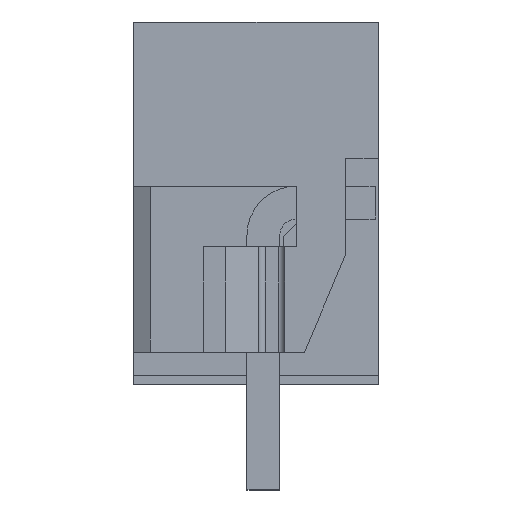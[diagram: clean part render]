
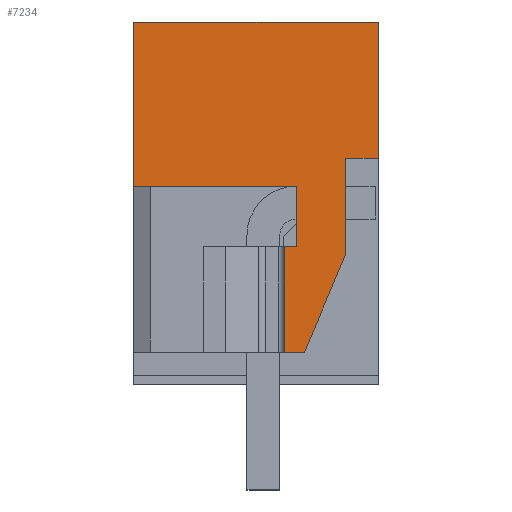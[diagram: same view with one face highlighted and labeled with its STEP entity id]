
A CAD part, left-side view. The second image highlights one B-rep face of the part: STEP entity #7234.
In plain terms, the highlighted planar face has unit normal (-1, 0, 0).
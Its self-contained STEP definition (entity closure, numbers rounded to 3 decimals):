
#7167=AXIS2_PLACEMENT_3D('Plane Axis2P3D',#7164,#7165,#7166) ;
#296=CARTESIAN_POINT('Vertex',(0.,7.45,9.25)) ;
#299=CARTESIAN_POINT('Line Origine',(0.,7.45,11.75)) ;
#303=CARTESIAN_POINT('Vertex',(0.,7.45,14.25)) ;
#7011=CARTESIAN_POINT('Vertex',(0.,2.25,4.2)) ;
#7014=CARTESIAN_POINT('Line Origine',(0.,2.55,4.2)) ;
#7018=CARTESIAN_POINT('Vertex',(0.,2.85,4.2)) ;
#7119=CARTESIAN_POINT('Line Origine',(0.,4.975,9.25)) ;
#7123=CARTESIAN_POINT('Vertex',(0.,2.5,9.25)) ;
#7164=CARTESIAN_POINT('Axis2P3D Location',(0.,7.45,1.8)) ;
#7169=CARTESIAN_POINT('Line Origine',(0.,2.85,5.8)) ;
#7173=CARTESIAN_POINT('Vertex',(0.,2.85,7.4)) ;
#7176=CARTESIAN_POINT('Line Origine',(0.,1.623,5.679)) ;
#7180=CARTESIAN_POINT('Vertex',(0.,0.997,7.158)) ;
#7183=CARTESIAN_POINT('Line Origine',(0.,0.997,8.629)) ;
#7187=CARTESIAN_POINT('Vertex',(0.,0.997,10.1)) ;
#7190=CARTESIAN_POINT('Line Origine',(0.,0.498,10.1)) ;
#7194=CARTESIAN_POINT('Vertex',(0.,0.,10.1)) ;
#7197=CARTESIAN_POINT('Line Origine',(0.,0.,12.175)) ;
#7201=CARTESIAN_POINT('Vertex',(0.,0.,14.25)) ;
#7204=CARTESIAN_POINT('Line Origine',(0.,3.725,14.25)) ;
#7209=CARTESIAN_POINT('Line Origine',(0.,2.5,8.325)) ;
#7213=CARTESIAN_POINT('Vertex',(0.,2.5,7.4)) ;
#7216=CARTESIAN_POINT('Line Origine',(0.,2.675,7.4)) ;
#300=DIRECTION('Vector Direction',(0.,0.,-1.)) ;
#7015=DIRECTION('Vector Direction',(0.,-1.,0.)) ;
#7120=DIRECTION('Vector Direction',(0.,1.,0.)) ;
#7165=DIRECTION('Axis2P3D Direction',(1.,0.,-0.)) ;
#7166=DIRECTION('Axis2P3D XDirection',(0.,0.,1.)) ;
#7170=DIRECTION('Vector Direction',(0.,0.,1.)) ;
#7177=DIRECTION('Vector Direction',(0.,0.39,-0.921)) ;
#7184=DIRECTION('Vector Direction',(0.,0.,1.)) ;
#7191=DIRECTION('Vector Direction',(0.,-1.,0.)) ;
#7198=DIRECTION('Vector Direction',(0.,0.,1.)) ;
#7205=DIRECTION('Vector Direction',(0.,1.,0.)) ;
#7210=DIRECTION('Vector Direction',(0.,0.,-1.)) ;
#7217=DIRECTION('Vector Direction',(0.,1.,0.)) ;
#301=VECTOR('Line Direction',#300,1.) ;
#7016=VECTOR('Line Direction',#7015,1.) ;
#7121=VECTOR('Line Direction',#7120,1.) ;
#7171=VECTOR('Line Direction',#7170,1.) ;
#7178=VECTOR('Line Direction',#7177,1.) ;
#7185=VECTOR('Line Direction',#7184,1.) ;
#7192=VECTOR('Line Direction',#7191,1.) ;
#7199=VECTOR('Line Direction',#7198,1.) ;
#7206=VECTOR('Line Direction',#7205,1.) ;
#7211=VECTOR('Line Direction',#7210,1.) ;
#7218=VECTOR('Line Direction',#7217,1.) ;
#7222=ORIENTED_EDGE('',*,*,#7175,.F.) ;
#7223=ORIENTED_EDGE('',*,*,#7020,.F.) ;
#7224=ORIENTED_EDGE('',*,*,#7182,.F.) ;
#7225=ORIENTED_EDGE('',*,*,#7189,.F.) ;
#7226=ORIENTED_EDGE('',*,*,#7196,.F.) ;
#7227=ORIENTED_EDGE('',*,*,#7203,.F.) ;
#7228=ORIENTED_EDGE('',*,*,#7208,.F.) ;
#7229=ORIENTED_EDGE('',*,*,#305,.F.) ;
#7230=ORIENTED_EDGE('',*,*,#7125,.F.) ;
#7231=ORIENTED_EDGE('',*,*,#7215,.F.) ;
#7232=ORIENTED_EDGE('',*,*,#7220,.F.) ;
#7234=ADVANCED_FACE('HOUSING',(#7233),#7168,.F.) ;
#305=EDGE_CURVE('',#297,#304,#302,.F.) ;
#7020=EDGE_CURVE('',#7012,#7019,#7017,.F.) ;
#7125=EDGE_CURVE('',#7124,#297,#7122,.T.) ;
#7175=EDGE_CURVE('',#7019,#7174,#7172,.T.) ;
#7182=EDGE_CURVE('',#7181,#7012,#7179,.T.) ;
#7189=EDGE_CURVE('',#7188,#7181,#7186,.F.) ;
#7196=EDGE_CURVE('',#7195,#7188,#7193,.F.) ;
#7203=EDGE_CURVE('',#7202,#7195,#7200,.F.) ;
#7208=EDGE_CURVE('',#304,#7202,#7207,.F.) ;
#7215=EDGE_CURVE('',#7214,#7124,#7212,.F.) ;
#7220=EDGE_CURVE('',#7174,#7214,#7219,.F.) ;
#7221=EDGE_LOOP('',(#7222,#7223,#7224,#7225,#7226,#7227,#7228,#7229,#7230,#7231,#7232)) ;
#7233=FACE_OUTER_BOUND('',#7221,.T.) ;
#302=LINE('Line',#299,#301) ;
#7017=LINE('Line',#7014,#7016) ;
#7122=LINE('Line',#7119,#7121) ;
#7172=LINE('Line',#7169,#7171) ;
#7179=LINE('Line',#7176,#7178) ;
#7186=LINE('Line',#7183,#7185) ;
#7193=LINE('Line',#7190,#7192) ;
#7200=LINE('Line',#7197,#7199) ;
#7207=LINE('Line',#7204,#7206) ;
#7212=LINE('Line',#7209,#7211) ;
#7219=LINE('Line',#7216,#7218) ;
#7168=PLANE('',#7167) ;
#297=VERTEX_POINT('',#296) ;
#304=VERTEX_POINT('',#303) ;
#7012=VERTEX_POINT('',#7011) ;
#7019=VERTEX_POINT('',#7018) ;
#7124=VERTEX_POINT('',#7123) ;
#7174=VERTEX_POINT('',#7173) ;
#7181=VERTEX_POINT('',#7180) ;
#7188=VERTEX_POINT('',#7187) ;
#7195=VERTEX_POINT('',#7194) ;
#7202=VERTEX_POINT('',#7201) ;
#7214=VERTEX_POINT('',#7213) ;
